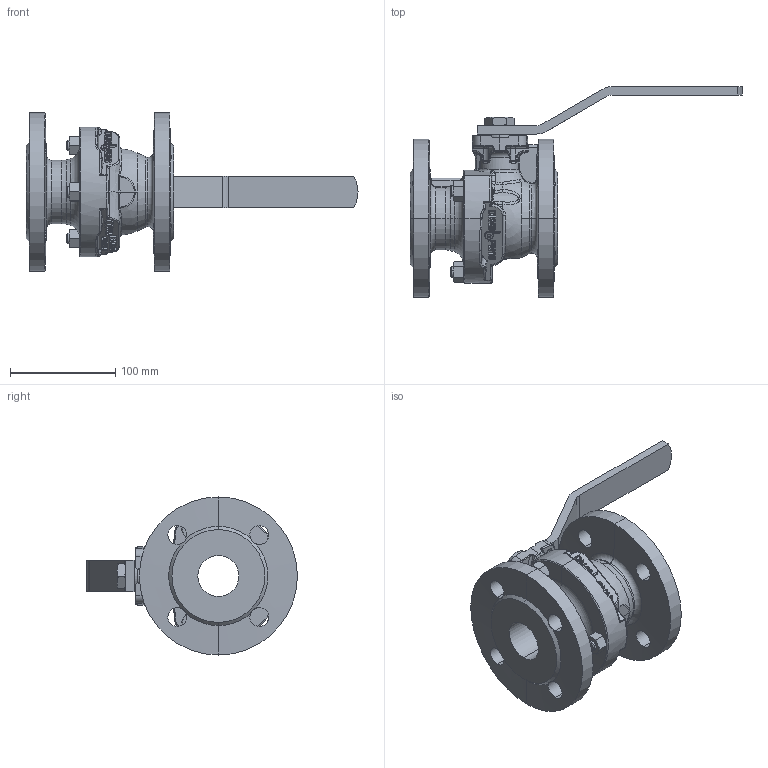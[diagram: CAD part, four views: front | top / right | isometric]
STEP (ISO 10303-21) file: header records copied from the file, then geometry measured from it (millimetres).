
FILE_DESCRIPTION (( 'STEP AP203' ), '1' );
FILE_NAME ('B2.DN040.STEP', '2011-12-15T10:20:21', ( ' ' ), ( '' ), 'SwSTEP 2.0', 'SolidWorks 2009', '' );
FILE_SCHEMA (( 'CONFIG_CONTROL_DESIGN' ));
Length unit declared in the file: millimetre
Products named in the file (1): B2.DN040
Bounding box: 315 x 200.03 x 150 mm (x, y, z)
Volume: 1104408.9 mm3; surface area: 174902.4 mm2
Topology: 1 solids, 8 shells, 1162 faces, 2969 edges, 1836 vertices
Faces by surface type: bspline 377, plane 376, cylinder 214, cone 121, torus 54, sphere 20
Entity records: 62040 total; most frequent: CARTESIAN_POINT 37357, ORIENTED_EDGE 5898, DIRECTION 4025, EDGE_CURVE 2949, VERTEX_POINT 1832, AXIS2_PLACEMENT_3D 1517, EDGE_LOOP 1235, FACE_OUTER_BOUND 1162
